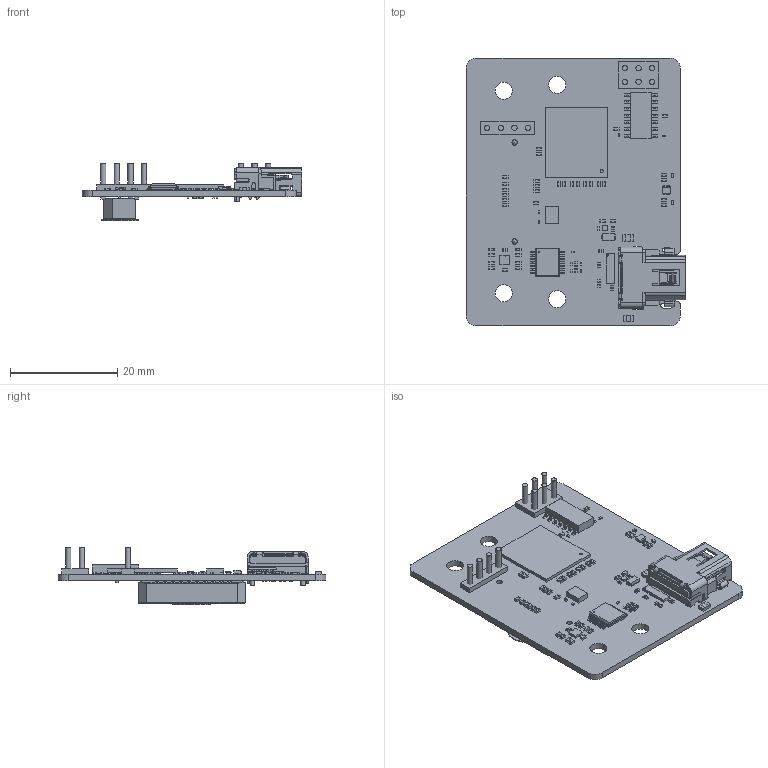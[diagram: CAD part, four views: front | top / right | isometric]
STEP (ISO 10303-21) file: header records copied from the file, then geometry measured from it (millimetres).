
FILE_DESCRIPTION(('Open CASCADE Model'),'2;1');
FILE_NAME('Open CASCADE Shape Model','2024-10-28T16:53:16',('Author'),( 'Open CASCADE'),'Open CASCADE STEP processor 7.5','Open CASCADE 7.5' ,'Unknown');
FILE_SCHEMA(('AUTOMOTIVE_DESIGN { 1 0 10303 214 1 1 1 1 }'));
Length unit declared in the file: millimetre
Products named in the file (152): PCB; Board; Open CASCADE STEP translator 7.5 3.1.1; R39; 7184111168; Extruded; 6742632752; R27; R26; R38; R37; R21; R13; R9; 7984336432; 6742634192; R8; R7; R6; R5; R4; R36; R11; R34; R33; R32; R31; R30; R3; R29; R2; R14; R12; R35; R10; R1; R42; R43; R44; R45 ...
Assembly tree (359 placements, depth 4):
  PCB
    Board
      Open CASCADE STEP translator 7.5 3.1.1
    R39
      7184111168
        Extruded
      6742632752  x2
        Extruded
    R27
      7184111168
        Extruded
      6742632752  x2
        Extruded
    R26
      7184111168
        Extruded
      6742632752  x2
        Extruded
    R38
      7184111168
        Extruded
      6742632752  x2
        Extruded
    R37
      7184111168
        Extruded
      6742632752  x2
        Extruded
    R21
      7184111168
        Extruded
      6742632752  x2
        Extruded
    R13
      7184111168
        Extruded
      6742632752  x2
        Extruded
    R9
      7984336432
        Extruded
      6742634192  x2
        Extruded
    R8
      7984336432
        Extruded
      6742634192  x2
        Extruded
    R7
      7984336432
        Extruded
      6742634192  x2
        Extruded
    R6
      7984336432
        Extruded
      6742634192  x2
        Extruded
    R5
      7984336432
Bounding box: 41 x 50 x 10.65 mm (x, y, z)
Volume: 3324.3 mm3; surface area: 7876.1 mm2
Topology: 479 solids, 479 shells, 4027 faces, 10071 edges, 6692 vertices
Faces by surface type: plane 3536, cylinder 326, sphere 163, cone 2
Full cylindrical faces by diameter (mm): 0.047 x1, 0.09 x1, 0.225 x1, 0.55 x20, 0.58 x1, 0.889 x2, 0.966 x10, 1 x12, 1.02 x2, 3.2 x4, 7.01 x1
Entity records: 90386 total; most frequent: CARTESIAN_POINT 15426, ORIENTED_EDGE 14324, DIRECTION 14081, EDGE_CURVE 7162, LINE 6491, VECTOR 6491, VERTEX_POINT 4915, AXIS2_PLACEMENT_3D 3795
